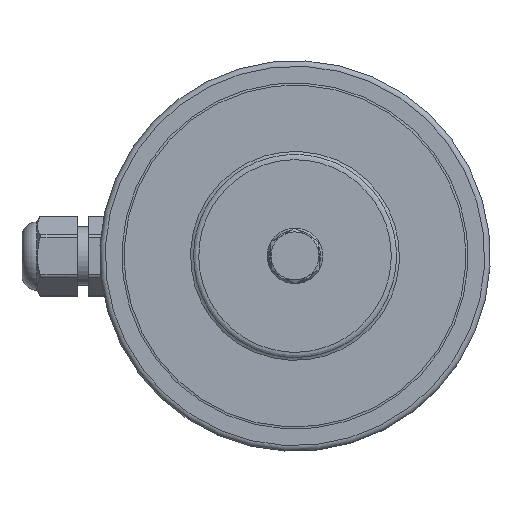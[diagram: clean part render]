
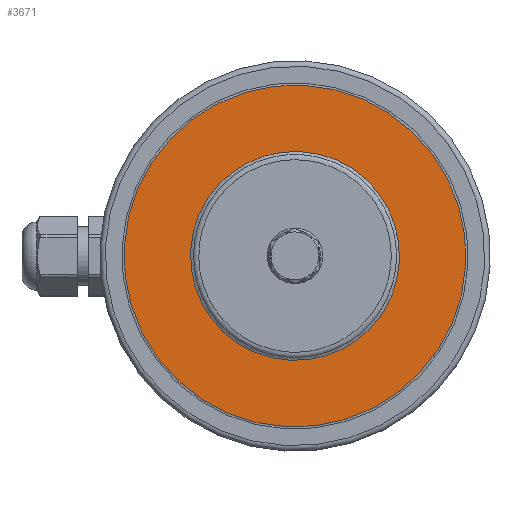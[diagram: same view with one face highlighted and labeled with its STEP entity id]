
A CAD part, top view. The second image highlights one B-rep face of the part: STEP entity #3671.
In plain terms, the highlighted planar face has unit normal (0, 0, -1).
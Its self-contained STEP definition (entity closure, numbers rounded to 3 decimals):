
#113=FACE_BOUND('',#1050,.T.);
#644=PLANE('',#4060);
#833=FACE_OUTER_BOUND('',#1049,.T.);
#1049=EDGE_LOOP('',(#3338));
#1050=EDGE_LOOP('',(#3339,#3340));
#1495=CIRCLE('',#4057,50.8);
#1496=CIRCLE('',#4061,21.5);
#1497=CIRCLE('',#4062,21.5);
#1817=VERTEX_POINT('',#10776);
#1826=VERTEX_POINT('',#10845);
#1827=VERTEX_POINT('',#10846);
#2329=EDGE_CURVE('',#1817,#1817,#1495,.T.);
#2340=EDGE_CURVE('',#1826,#1827,#1496,.T.);
#2341=EDGE_CURVE('',#1827,#1826,#1497,.T.);
#3338=ORIENTED_EDGE('',*,*,#2329,.T.);
#3339=ORIENTED_EDGE('',*,*,#2340,.F.);
#3340=ORIENTED_EDGE('',*,*,#2341,.F.);
#3671=ADVANCED_FACE('',(#833,#113),#644,.T.);
#4057=AXIS2_PLACEMENT_3D('',#10778,#4712,#4713);
#4060=AXIS2_PLACEMENT_3D('',#10844,#4720,#4721);
#4061=AXIS2_PLACEMENT_3D('',#10847,#4722,#4723);
#4062=AXIS2_PLACEMENT_3D('',#10848,#4724,#4725);
#4712=DIRECTION('center_axis',(0.,0.,
-1.));
#4713=DIRECTION('ref_axis',(0.,1.,0.));
#4720=DIRECTION('center_axis',(0.,0.,
-1.));
#4721=DIRECTION('ref_axis',(0.,1.,0.));
#4722=DIRECTION('center_axis',(0.,0.,
-1.));
#4723=DIRECTION('ref_axis',(-0.979,-0.202,0.));
#4724=DIRECTION('center_axis',(0.,0.,
-1.));
#4725=DIRECTION('ref_axis',(-0.979,-0.202,0.));
#10776=CARTESIAN_POINT('',(0.,-50.8,109.));
#10778=CARTESIAN_POINT('Origin',(0.,0.,109.));
#10844=CARTESIAN_POINT('Origin',(0.,0.,109.));
#10845=CARTESIAN_POINT('',(-21.055,-4.352,109.));
#10846=CARTESIAN_POINT('',(21.055,4.352,109.));
#10847=CARTESIAN_POINT('Origin',(0.,0.,
109.));
#10848=CARTESIAN_POINT('Origin',(0.,0.,
109.));
